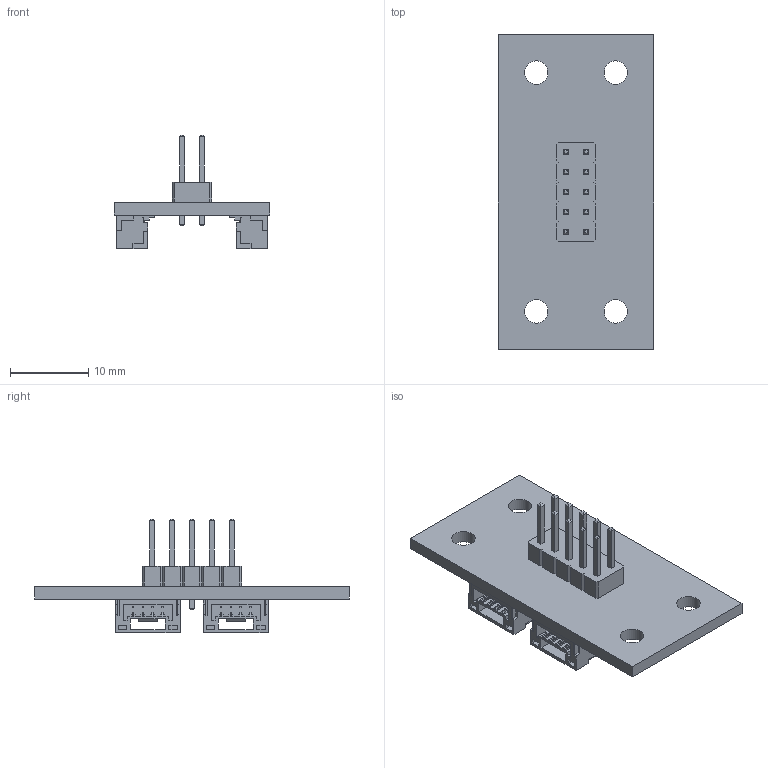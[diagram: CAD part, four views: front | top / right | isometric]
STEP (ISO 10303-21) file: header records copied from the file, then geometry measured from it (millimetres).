
FILE_DESCRIPTION(('KiCad electronic assembly'),'2;1');
FILE_NAME('GH4PIN01.step','2024-05-30T17:37:28',('Pcbnew'),('Kicad'), 'Open CASCADE STEP processor 7.6','KiCad to STEP converter','Unknown' );
FILE_SCHEMA(('AUTOMOTIVE_DESIGN { 1 0 10303 214 1 1 1 1 }'));
Length unit declared in the file: millimetre
Products named in the file (6): GH4PIN01 1; PinHeader_2x05_P2.54mm_Vertical; PinHeader_2x05_P254mm_Vertical; JST_GH_SM04B-GHS-TB_1x04-1MP_P1.25mm_Horizontal; JST_SM04B_GHS_TB; kibot_x8w_qc9w PCB
Assembly tree (8 placements, depth 3):
  GH4PIN01 1
    PinHeader_2x05_P2.54mm_Vertical
      PinHeader_2x05_P254mm_Vertical
    JST_GH_SM04B-GHS-TB_1x04-1MP_P1.25mm_Horizontal  x4
      JST_SM04B_GHS_TB
    kibot_x8w_qc9w PCB
Bounding box: 19.81 x 40.13 x 14.48 mm (x, y, z)
Volume: 1751.9 mm3; surface area: 3425.5 mm2
Topology: 6 solids, 6 shells, 1046 faces, 2834 edges, 1852 vertices
Faces by surface type: plane 1032, cylinder 14
Full cylindrical faces by diameter (mm): 0.889 x10, 3 x4
Entity records: 30660 total; most frequent: CARTESIAN_POINT 4695, DIRECTION 4255, LINE 3307, VECTOR 3307, ORIENTED_EDGE 2242, PCURVE 2242, DEFINITIONAL_REPRESENTATION 2242, EDGE_CURVE 1121
